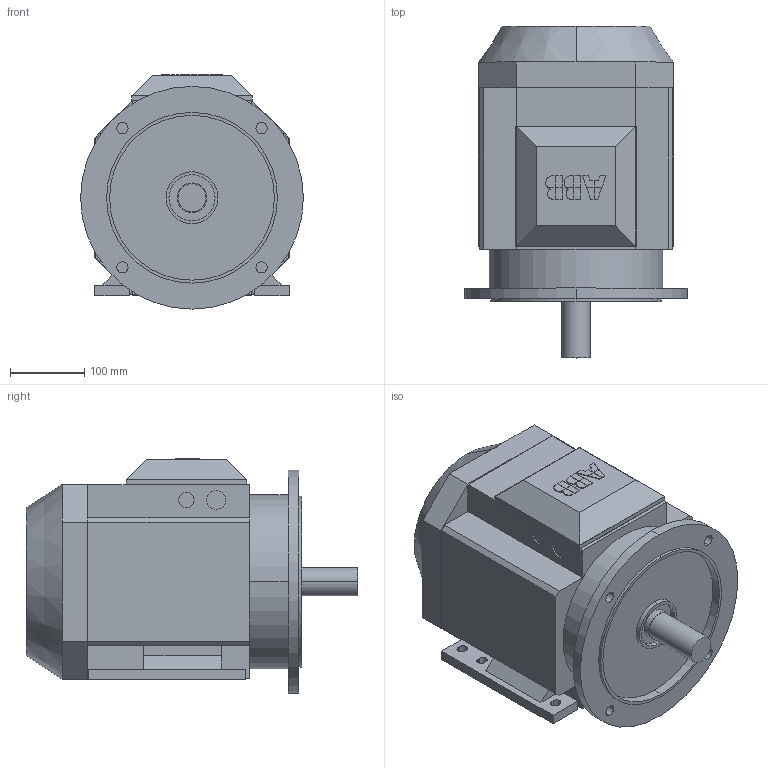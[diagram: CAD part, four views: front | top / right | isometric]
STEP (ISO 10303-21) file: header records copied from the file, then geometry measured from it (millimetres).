
FILE_DESCRIPTION(/* description */ (''),/* implementation_level */ '2;1');
FILE_NAME(/* name */ 'M3AA IE2 132S B35.stp',/* time_stamp */ '2015-06-29T15:06:31+02:00',/* author */ (''),/* organization */ (''),/* preprocessor_version */ 'ST-DEVELOPER v14',/* originating_system */ 'SIEMENS PLM Software NX 8.0',/* authorisation */ '');
FILE_SCHEMA (('AUTOMOTIVE_DESIGN { 1 0 10303 214 3 1 1 1 }'));
Length unit declared in the file: millimetre
Products named in the file (1): M3AA IE2 132S B35_igs
Bounding box: 300 x 447 x 315.5 mm (x, y, z)
Volume: 21270788.4 mm3; surface area: 595660.9 mm2
Topology: 1 solids, 1 shells, 209 faces, 532 edges, 352 vertices
Faces by surface type: plane 153, cylinder 44, bspline 10, cone 2
Entity records: 6372 total; most frequent: CARTESIAN_POINT 1214, ORIENTED_EDGE 1064, DIRECTION 1008, EDGE_CURVE 532, LINE 416, VECTOR 416, VERTEX_POINT 352, AXIS2_PLACEMENT_3D 296
